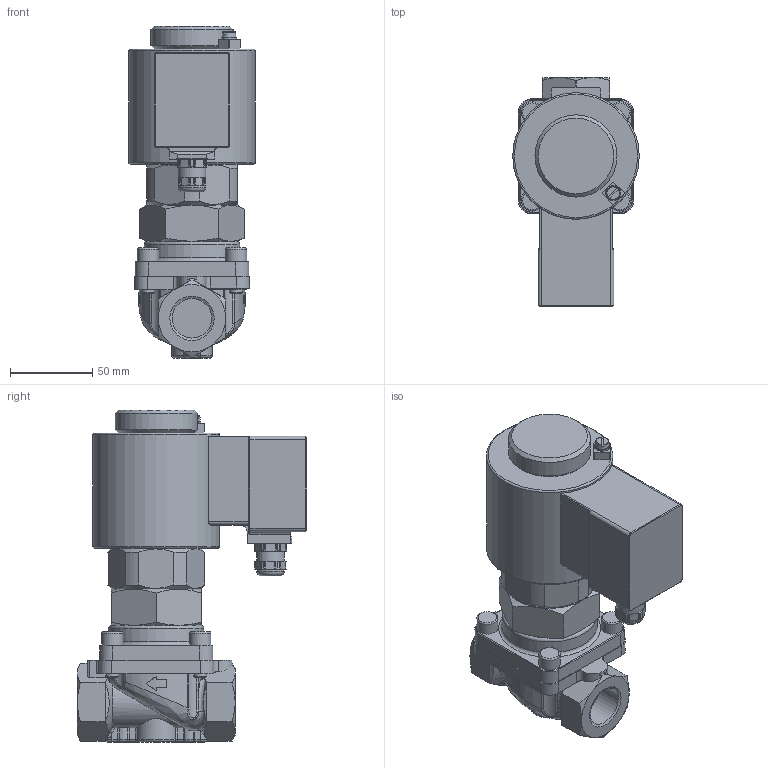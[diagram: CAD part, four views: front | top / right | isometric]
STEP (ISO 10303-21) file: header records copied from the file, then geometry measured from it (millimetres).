
FILE_DESCRIPTION(/* description */ ('3D-Modell'),/* implementation_level */ '2;1');
FILE_NAME(/* name */ '035.000409_A3524-1004-.248.stp',/* time_stamp */ '2019-05-08T10:48:01+02:00',/* author */ ('CBeuthner'),/* organization */ (''),/* preprocessor_version */ 'ST-DEVELOPER v16.1',/* originating_system */ 'Autodesk Inventor 2016',/* authorisation */ '');
FILE_SCHEMA (('CONFIG_CONTROL_DESIGN'));
Length unit declared in the file: millimetre
Products named in the file (1): 88-004195
Bounding box: 77 x 139.5 x 202 mm (x, y, z)
Volume: 876271 mm3; surface area: 85157 mm2
Topology: 2 solids, 2 shells, 481 faces, 1222 edges, 766 vertices
Faces by surface type: plane 171, cylinder 169, cone 76, torus 39, bspline 26
Full cylindrical faces by diameter (mm): 4.51 x1, 8 x4, 13 x4, 17 x2, 24.117 x2, 50 x1, 58 x1, 77 x1
Entity records: 17586 total; most frequent: CARTESIAN_POINT 6281, ORIENTED_EDGE 2352, DIRECTION 2124, EDGE_CURVE 1175, AXIS2_PLACEMENT_3D 855, VERTEX_POINT 758, EDGE_LOOP 542, FACE_OUTER_BOUND 481
